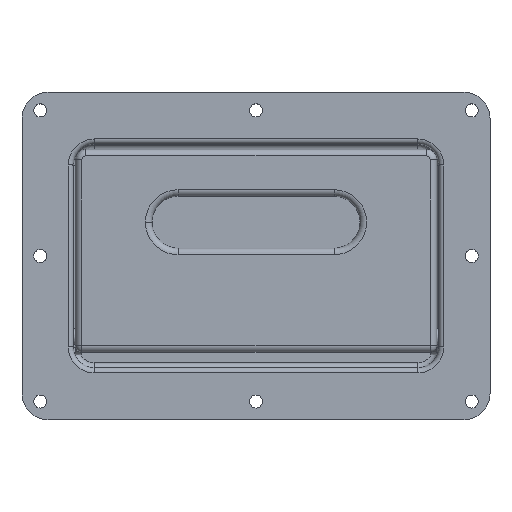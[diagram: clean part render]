
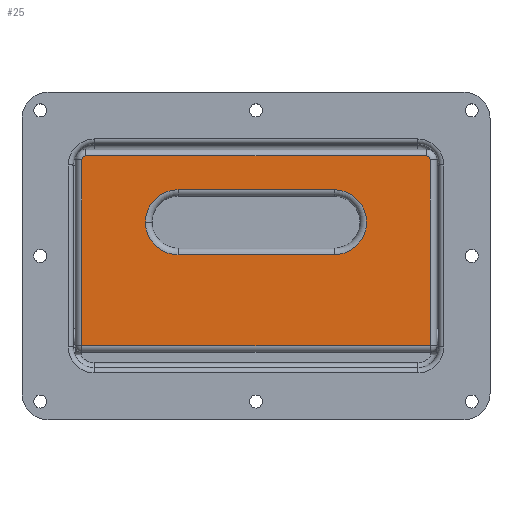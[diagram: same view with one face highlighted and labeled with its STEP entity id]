
A CAD part, top view. The second image highlights one B-rep face of the part: STEP entity #25.
In plain terms, the highlighted planar face has unit normal (0, 0, 1).
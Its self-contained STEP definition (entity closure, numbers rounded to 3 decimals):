
#24 = EDGE_LOOP ( 'NONE', ( #1881, #1782, #1967, #1006, #304 ) ) ;
#25 = ADVANCED_FACE ( 'NONE', ( #1453, #1452 ), #1451, .F. ) ;
#37 = ORIENTED_EDGE ( 'NONE', *, *, #3663, .T. ) ;
#38 = EDGE_LOOP ( 'NONE', ( #37, #2587, #2212, #1926, #1873, #4839 ) ) ;
#138 = EDGE_CURVE ( 'NONE', #239, #921, #1687, .T. ) ;
#239 = VERTEX_POINT ( 'NONE', #1882 ) ;
#304 = ORIENTED_EDGE ( 'NONE', *, *, #138, .T. ) ;
#699 = EDGE_CURVE ( 'NONE', #1017, #239, #2634, .T. ) ;
#918 = VERTEX_POINT ( 'NONE', #2948 ) ;
#920 = EDGE_CURVE ( 'NONE', #921, #918, #2947, .T. ) ;
#921 = VERTEX_POINT ( 'NONE', #2942 ) ;
#1006 = ORIENTED_EDGE ( 'NONE', *, *, #699, .T. ) ;
#1017 = VERTEX_POINT ( 'NONE', #3120 ) ;
#1447 = DIRECTION ( 'NONE',  ( -1., 0., 0. ) ) ;
#1448 = DIRECTION ( 'NONE',  ( 0., 0., -1. ) ) ;
#1449 = CARTESIAN_POINT ( 'NONE',  ( 69.5, 72., 12. ) ) ;
#1450 = AXIS2_PLACEMENT_3D ( 'NONE', #1449, #1448, #1447 ) ;
#1451 = PLANE ( 'NONE',  #1450 ) ;
#1452 = FACE_OUTER_BOUND ( 'NONE', #38, .T. ) ;
#1453 = FACE_BOUND ( 'NONE', #24, .T. ) ;
#1684 = DIRECTION ( 'NONE',  ( -1., 0., 0. ) ) ;
#1685 = VECTOR ( 'NONE', #1684, 1000. ) ;
#1686 = CARTESIAN_POINT ( 'NONE',  ( -30., 31.5, 12. ) ) ;
#1687 = LINE ( 'NONE', #1686, #1685 ) ;
#1739 = VERTEX_POINT ( 'NONE', #3914 ) ;
#1782 = ORIENTED_EDGE ( 'NONE', *, *, #1946, .T. ) ;
#1850 = EDGE_CURVE ( 'NONE', #1906, #1739, #3913, .T. ) ;
#1873 = ORIENTED_EDGE ( 'NONE', *, *, #1901, .T. ) ;
#1881 = ORIENTED_EDGE ( 'NONE', *, *, #920, .T. ) ;
#1882 = CARTESIAN_POINT ( 'NONE',  ( 30., 31.5, 12. ) ) ;
#1901 = EDGE_CURVE ( 'NONE', #1739, #1976, #3909, .T. ) ;
#1906 = VERTEX_POINT ( 'NONE', #3904 ) ;
#1926 = ORIENTED_EDGE ( 'NONE', *, *, #1850, .T. ) ;
#1929 = VERTEX_POINT ( 'NONE', #3903 ) ;
#1942 = EDGE_CURVE ( 'NONE', #1929, #1017, #3902, .T. ) ;
#1946 = EDGE_CURVE ( 'NONE', #918, #1929, #3898, .T. ) ;
#1967 = ORIENTED_EDGE ( 'NONE', *, *, #1942, .T. ) ;
#1976 = VERTEX_POINT ( 'NONE', #3957 ) ;
#2124 = EDGE_CURVE ( 'NONE', #1906, #2602, #3956, .T. ) ;
#2212 = ORIENTED_EDGE ( 'NONE', *, *, #2124, .F. ) ;
#2587 = ORIENTED_EDGE ( 'NONE', *, *, #2605, .T. ) ;
#2602 = VERTEX_POINT ( 'NONE', #3952 ) ;
#2605 = EDGE_CURVE ( 'NONE', #3210, #2602, #3951, .T. ) ;
#2630 = DIRECTION ( 'NONE',  ( -1., 0., 0. ) ) ;
#2631 = DIRECTION ( 'NONE',  ( 0., 0., -1. ) ) ;
#2632 = CARTESIAN_POINT ( 'NONE',  ( 30., 44., 12. ) ) ;
#2633 = AXIS2_PLACEMENT_3D ( 'NONE', #2632, #2631, #2630 ) ;
#2634 = CIRCLE ( 'NONE', #2633, 12.5 ) ;
#2942 = CARTESIAN_POINT ( 'NONE',  ( -30., 31.5, 12. ) ) ;
#2943 = DIRECTION ( 'NONE',  ( -1., 0., 0. ) ) ;
#2944 = DIRECTION ( 'NONE',  ( 0., 0., -1. ) ) ;
#2945 = CARTESIAN_POINT ( 'NONE',  ( -30., 44., 12. ) ) ;
#2946 = AXIS2_PLACEMENT_3D ( 'NONE', #2945, #2944, #2943 ) ;
#2947 = CIRCLE ( 'NONE', #2946, 12.5 ) ;
#2948 = CARTESIAN_POINT ( 'NONE',  ( -42.5, 44., 12. ) ) ;
#3120 = CARTESIAN_POINT ( 'NONE',  ( 30., 56.5, 12. ) ) ;
#3210 = VERTEX_POINT ( 'NONE', #3947 ) ;
#3211 = VERTEX_POINT ( 'NONE', #3946 ) ;
#3663 = EDGE_CURVE ( 'NONE', #3211, #3210, #3945, .T. ) ;
#3894 = DIRECTION ( 'NONE',  ( -1., 0., 0. ) ) ;
#3895 = DIRECTION ( 'NONE',  ( 0., 0., -1. ) ) ;
#3896 = CARTESIAN_POINT ( 'NONE',  ( -30., 44., 12. ) ) ;
#3897 = AXIS2_PLACEMENT_3D ( 'NONE', #3896, #3895, #3894 ) ;
#3898 = CIRCLE ( 'NONE', #3897, 12.5 ) ;
#3899 = DIRECTION ( 'NONE',  ( 1., 0., 0. ) ) ;
#3900 = VECTOR ( 'NONE', #3899, 1000. ) ;
#3901 = CARTESIAN_POINT ( 'NONE',  ( 30., 56.5, 12. ) ) ;
#3902 = LINE ( 'NONE', #3901, #3900 ) ;
#3903 = CARTESIAN_POINT ( 'NONE',  ( -30., 56.5, 12. ) ) ;
#3904 = CARTESIAN_POINT ( 'NONE',  ( 67., -3.5, 12. ) ) ;
#3905 = DIRECTION ( 'NONE',  ( -1., 0., 0. ) ) ;
#3906 = DIRECTION ( 'NONE',  ( 0., 0., 1. ) ) ;
#3907 = CARTESIAN_POINT ( 'NONE',  ( 65.5, 68., 12. ) ) ;
#3908 = AXIS2_PLACEMENT_3D ( 'NONE', #3907, #3906, #3905 ) ;
#3909 = CIRCLE ( 'NONE', #3908, 1.5 ) ;
#3910 = DIRECTION ( 'NONE',  ( 0., 1., 0. ) ) ;
#3911 = VECTOR ( 'NONE', #3910, 1000. ) ;
#3912 = CARTESIAN_POINT ( 'NONE',  ( 67., 68., 12. ) ) ;
#3913 = LINE ( 'NONE', #3912, #3911 ) ;
#3914 = CARTESIAN_POINT ( 'NONE',  ( 67., 68., 12. ) ) ;
#3941 = DIRECTION ( 'NONE',  ( -1., 0., 0. ) ) ;
#3942 = DIRECTION ( 'NONE',  ( 0., 0., 1. ) ) ;
#3943 = CARTESIAN_POINT ( 'NONE',  ( -65.5, 68., 12. ) ) ;
#3944 = AXIS2_PLACEMENT_3D ( 'NONE', #3943, #3942, #3941 ) ;
#3945 = CIRCLE ( 'NONE', #3944, 1.5 ) ;
#3946 = CARTESIAN_POINT ( 'NONE',  ( -65.5, 69.5, 12. ) ) ;
#3947 = CARTESIAN_POINT ( 'NONE',  ( -67., 68., 12. ) ) ;
#3948 = DIRECTION ( 'NONE',  ( 0., -1., 0. ) ) ;
#3949 = VECTOR ( 'NONE', #3948, 1000. ) ;
#3950 = CARTESIAN_POINT ( 'NONE',  ( -67., 72., 12. ) ) ;
#3951 = LINE ( 'NONE', #3950, #3949 ) ;
#3952 = CARTESIAN_POINT ( 'NONE',  ( -67., -3.5, 12. ) ) ;
#3953 = DIRECTION ( 'NONE',  ( -1., 0., 0. ) ) ;
#3954 = VECTOR ( 'NONE', #3953, 1000. ) ;
#3955 = CARTESIAN_POINT ( 'NONE',  ( 69.5, -3.5, 12. ) ) ;
#3956 = LINE ( 'NONE', #3955, #3954 ) ;
#3957 = CARTESIAN_POINT ( 'NONE',  ( 65.5, 69.5, 12. ) ) ;
#4015 = DIRECTION ( 'NONE',  ( -1., 0., 0. ) ) ;
#4016 = VECTOR ( 'NONE', #4015, 1000. ) ;
#4017 = CARTESIAN_POINT ( 'NONE',  ( 69.5, 69.5, 12. ) ) ;
#4018 = LINE ( 'NONE', #4017, #4016 ) ;
#4839 = ORIENTED_EDGE ( 'NONE', *, *, #4845, .T. ) ;
#4845 = EDGE_CURVE ( 'NONE', #1976, #3211, #4018, .T. ) ;
